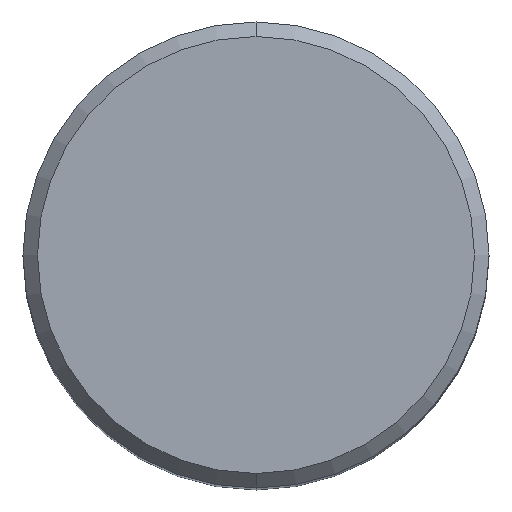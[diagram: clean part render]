
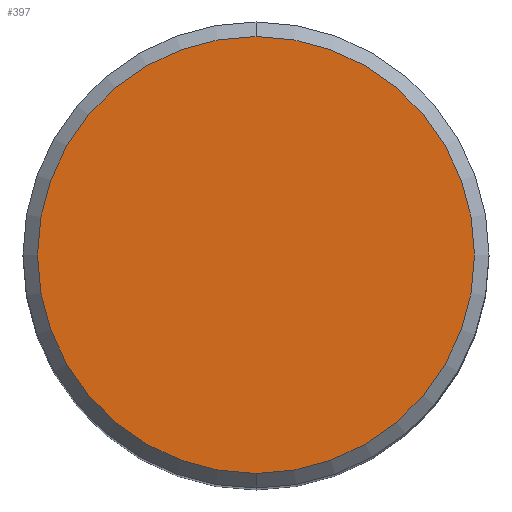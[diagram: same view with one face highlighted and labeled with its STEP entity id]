
A CAD part, top view. The second image highlights one B-rep face of the part: STEP entity #397.
In plain terms, the highlighted planar face has unit normal (0, 0, 1).
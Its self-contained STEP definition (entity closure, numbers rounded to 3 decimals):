
#195=VERTEX_POINT('',#487);
#199=VERTEX_POINT('',#491);
#395=EDGE_CURVE('',#199,#195,#710,.T.);
#397=ADVANCED_FACE('',(#712),#713,.T.);
#409=EDGE_CURVE('',#195,#199,#725,.T.);
#487=CARTESIAN_POINT('',(0.,-15.0,76.268));
#491=CARTESIAN_POINT('',(0.0,15.0,76.268));
#710=CIRCLE('',#1273,15.0);
#712=FACE_OUTER_BOUND('',#1275,.T.);
#713=PLANE('',#1276);
#725=CIRCLE('',#1334,15.0);
#1273=AXIS2_PLACEMENT_3D('',#1689,#1690,#1691);
#1275=EDGE_LOOP('',(#1693,#1694));
#1276=AXIS2_PLACEMENT_3D('',#1695,#1696,#1697);
#1334=AXIS2_PLACEMENT_3D('',#1704,#1705,#1706);
#1689=CARTESIAN_POINT('',(0.0,0.0,76.268));
#1690=DIRECTION('',(0.0,0.0,-1.0));
#1691=DIRECTION('',(0.0,1.0,0.0));
#1693=ORIENTED_EDGE('',*,*,#395,.F.);
#1694=ORIENTED_EDGE('',*,*,#409,.F.);
#1695=CARTESIAN_POINT('',(0.0,7.5,76.268));
#1696=DIRECTION('',(-0.0,0.0,1.0));
#1697=DIRECTION('',(0.0,-1.0,0.0));
#1704=CARTESIAN_POINT('',(0.0,0.0,76.268));
#1705=DIRECTION('',(0.0,0.0,-1.0));
#1706=DIRECTION('',(0.0,1.0,0.0));
